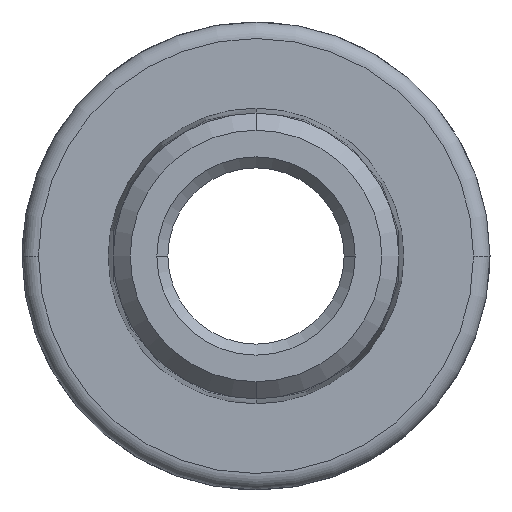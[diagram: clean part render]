
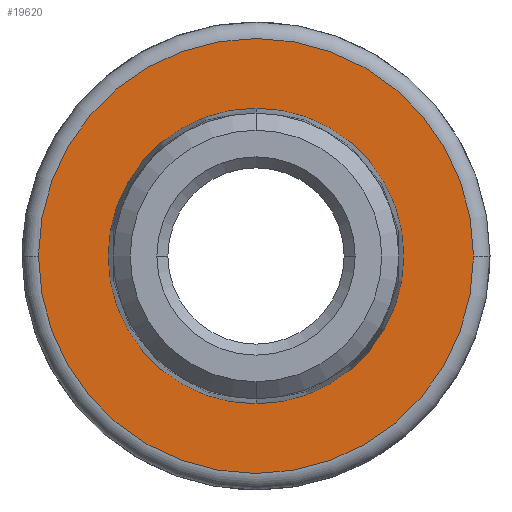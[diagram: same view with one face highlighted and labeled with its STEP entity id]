
A CAD part, front view. The second image highlights one B-rep face of the part: STEP entity #19620.
In plain terms, the highlighted planar face has unit normal (0, -1, 0).
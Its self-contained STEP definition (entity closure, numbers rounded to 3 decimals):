
#57=CARTESIAN_POINT('',(0.,-16.,0.));
#58=DIRECTION('',(0.,1.,0.));
#59=DIRECTION('',(1.,0.,-0.004));
#60=AXIS2_PLACEMENT_3D('',#57,#58,#59);
#62=CARTESIAN_POINT('',(0.,-16.,0.));
#63=DIRECTION('',(0.,1.,0.));
#64=DIRECTION('',(-1.,0.,0.004));
#65=AXIS2_PLACEMENT_3D('',#62,#63,#64);
#67=CARTESIAN_POINT('',(0.,-16.,0.));
#68=DIRECTION('',(0.,-1.,0.));
#69=DIRECTION('',(0.,0.,-1.));
#70=AXIS2_PLACEMENT_3D('',#67,#68,#69);
#72=CARTESIAN_POINT('',(0.,-16.,0.));
#73=DIRECTION('',(0.,-1.,0.));
#74=DIRECTION('',(0.,0.,1.));
#75=AXIS2_PLACEMENT_3D('',#72,#73,#74);
#77=CARTESIAN_POINT('',(0.,-16.,0.));
#78=DIRECTION('',(0.,-1.,0.));
#79=DIRECTION('',(1.,0.,-0.004));
#80=AXIS2_PLACEMENT_3D('',#77,#78,#79);
#97=CARTESIAN_POINT('',(0.,-16.,0.));
#98=DIRECTION('',(0.,-1.,0.));
#99=DIRECTION('',(-1.,0.,0.004));
#100=AXIS2_PLACEMENT_3D('',#97,#98,#99);
#18925=CARTESIAN_POINT('',(-19.75,-16.,0.085));
#18926=CARTESIAN_POINT('',(19.75,-16.,0.));
#18927=VERTEX_POINT('',#18925);
#18928=VERTEX_POINT('',#18926);
#18929=CARTESIAN_POINT('',(-19.75,-16.,0.));
#18930=VERTEX_POINT('',#18929);
#18931=CARTESIAN_POINT('',(19.75,-16.,-0.085));
#18932=VERTEX_POINT('',#18931);
#18933=CARTESIAN_POINT('',(0.,-16.,-13.424));
#18934=CARTESIAN_POINT('',(0.,-16.,13.424));
#18935=VERTEX_POINT('',#18933);
#18936=VERTEX_POINT('',#18934);
#19601=CARTESIAN_POINT('',(0.,-16.,0.));
#19602=DIRECTION('',(0.,1.,0.));
#19603=DIRECTION('',(1.,0.,0.));
#19604=AXIS2_PLACEMENT_3D('',#19601,#19602,#19603);
#19605=PLANE('',#19604);
#19607=ORIENTED_EDGE('',*,*,#19606,.F.);
#19609=ORIENTED_EDGE('',*,*,#19608,.T.);
#19611=ORIENTED_EDGE('',*,*,#19610,.F.);
#19613=ORIENTED_EDGE('',*,*,#19612,.T.);
#19614=EDGE_LOOP('',(#19607,#19609,#19611,#19613));
#19615=FACE_OUTER_BOUND('',#19614,.F.);
#19616=ORIENTED_EDGE('',*,*,#19595,.T.);
#19617=ORIENTED_EDGE('',*,*,#19581,.T.);
#19618=EDGE_LOOP('',(#19616,#19617));
#19619=FACE_BOUND('',#19618,.F.);
#19620=ADVANCED_FACE('',(#19615,#19619),#19605,.F.);
#61=CIRCLE('',#60,19.75);
#66=CIRCLE('',#65,19.75);
#71=CIRCLE('',#70,13.424);
#76=CIRCLE('',#75,13.424);
#81=CIRCLE('',#80,19.75);
#101=CIRCLE('',#100,19.75);
#19581=EDGE_CURVE('',#18936,#18935,#76,.T.);
#19595=EDGE_CURVE('',#18935,#18936,#71,.T.);
#19606=EDGE_CURVE('',#18932,#18928,#81,.T.);
#19608=EDGE_CURVE('',#18932,#18930,#61,.T.);
#19610=EDGE_CURVE('',#18927,#18930,#101,.T.);
#19612=EDGE_CURVE('',#18927,#18928,#66,.T.);
